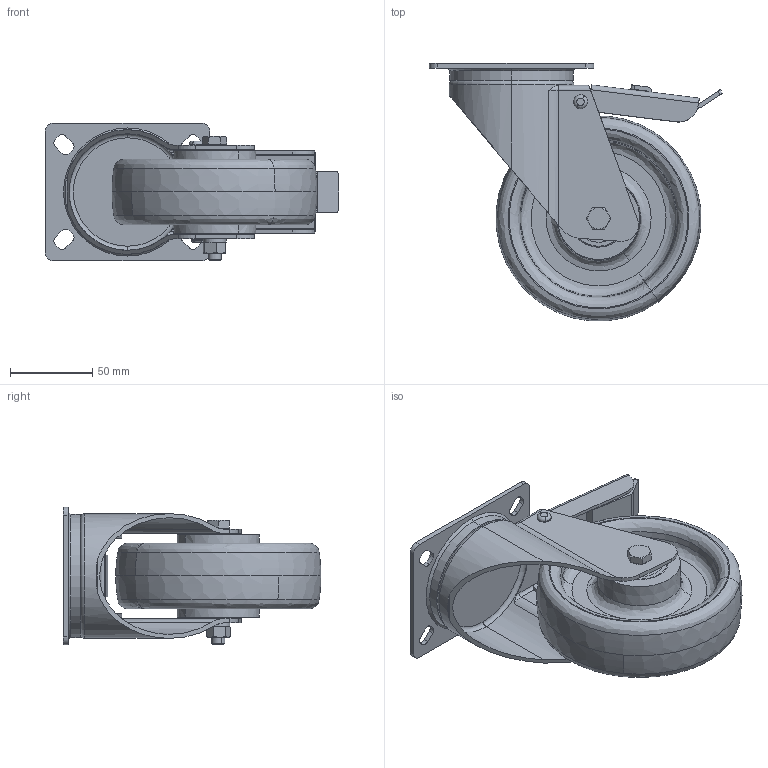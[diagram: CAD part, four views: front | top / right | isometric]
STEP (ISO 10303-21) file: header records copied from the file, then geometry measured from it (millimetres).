
FILE_DESCRIPTION (( 'STEP AP214' ), '1' );
FILE_NAME ('0029861_L-MV-PAM-125-K-3-DSN_(A-03).step', '2019-10-11T09:29:36', ( '' ), ( '' ), 'SwSTEP 2.0', 'SolidWorks 2018', '' );
FILE_SCHEMA (( 'AUTOMOTIVE_DESIGN' ));
Length unit declared in the file: millimetre
Products named in the file (1): 0029861_L-MV-PAM-125-K-3-DSN_(A-03)
Bounding box: 178.51 x 156.85 x 84 mm (x, y, z)
Volume: 439876.6 mm3; surface area: 133760.2 mm2
Topology: 11 solids, 15 shells, 405 faces, 944 edges, 586 vertices
Faces by surface type: cylinder 153, plane 124, cone 60, torus 48, bspline 20
Entity records: 17572 total; most frequent: CARTESIAN_POINT 3463, DIRECTION 2144, ORIENTED_EDGE 1888, EDGE_CURVE 944, AXIS2_PLACEMENT_3D 879, VERTEX_POINT 586, CIRCLE 493, EDGE_LOOP 466
